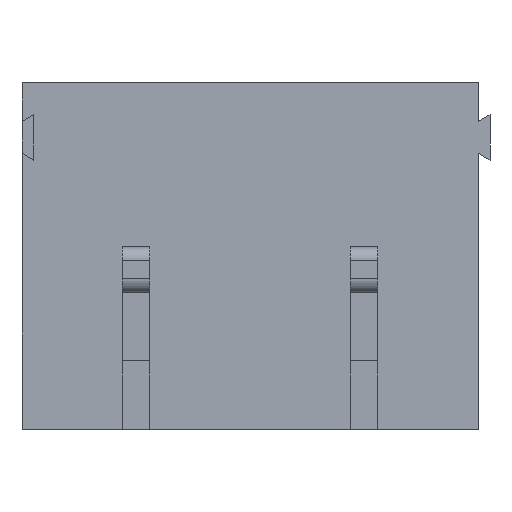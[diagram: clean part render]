
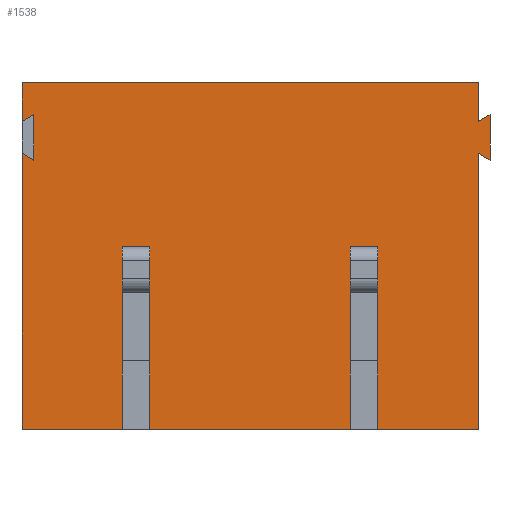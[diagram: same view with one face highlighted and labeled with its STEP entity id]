
A CAD part, front view. The second image highlights one B-rep face of the part: STEP entity #1538.
In plain terms, the highlighted planar face has unit normal (0, -1, 0).
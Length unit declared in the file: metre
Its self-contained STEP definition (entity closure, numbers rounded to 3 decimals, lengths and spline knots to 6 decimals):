
#95=LINE('',#2483,#285);
#99=LINE('',#2491,#289);
#107=LINE('',#2507,#297);
#121=LINE('',#2536,#311);
#122=LINE('',#2538,#312);
#123=LINE('',#2540,#313);
#124=LINE('',#2542,#314);
#125=LINE('',#2544,#315);
#126=LINE('',#2545,#316);
#127=LINE('',#2547,#317);
#128=LINE('',#2549,#318);
#129=LINE('',#2551,#319);
#130=LINE('',#2553,#320);
#131=LINE('',#2554,#321);
#132=LINE('',#2556,#322);
#133=LINE('',#2558,#323);
#134=LINE('',#2560,#324);
#135=LINE('',#2562,#325);
#136=LINE('',#2564,#326);
#137=LINE('',#2566,#327);
#138=LINE('',#2568,#328);
#139=LINE('',#2570,#329);
#140=LINE('',#2572,#330);
#141=LINE('',#2574,#331);
#285=VECTOR('',#2061,1.);
#289=VECTOR('',#2065,1.);
#297=VECTOR('',#2073,1.);
#311=VECTOR('',#2093,1.);
#312=VECTOR('',#2094,1.);
#313=VECTOR('',#2095,1.);
#314=VECTOR('',#2096,1.);
#315=VECTOR('',#2097,1.);
#316=VECTOR('',#2098,1.);
#317=VECTOR('',#2099,1.);
#318=VECTOR('',#2100,1.);
#319=VECTOR('',#2101,1.);
#320=VECTOR('',#2102,1.);
#321=VECTOR('',#2103,1.);
#322=VECTOR('',#2104,1.);
#323=VECTOR('',#2105,1.);
#324=VECTOR('',#2106,1.);
#325=VECTOR('',#2107,1.);
#326=VECTOR('',#2108,1.);
#327=VECTOR('',#2109,1.);
#328=VECTOR('',#2110,1.);
#329=VECTOR('',#2111,1.);
#330=VECTOR('',#2112,1.);
#331=VECTOR('',#2113,1.);
#504=ORIENTED_EDGE('',*,*,#923,.F.);
#505=ORIENTED_EDGE('',*,*,#924,.T.);
#506=ORIENTED_EDGE('',*,*,#925,.T.);
#507=ORIENTED_EDGE('',*,*,#926,.F.);
#508=ORIENTED_EDGE('',*,*,#927,.F.);
#509=ORIENTED_EDGE('',*,*,#909,.F.);
#510=ORIENTED_EDGE('',*,*,#928,.T.);
#511=ORIENTED_EDGE('',*,*,#929,.T.);
#512=ORIENTED_EDGE('',*,*,#930,.F.);
#513=ORIENTED_EDGE('',*,*,#931,.F.);
#514=ORIENTED_EDGE('',*,*,#932,.T.);
#515=ORIENTED_EDGE('',*,*,#901,.F.);
#516=ORIENTED_EDGE('',*,*,#933,.T.);
#517=ORIENTED_EDGE('',*,*,#934,.F.);
#518=ORIENTED_EDGE('',*,*,#935,.F.);
#519=ORIENTED_EDGE('',*,*,#936,.F.);
#520=ORIENTED_EDGE('',*,*,#937,.T.);
#521=ORIENTED_EDGE('',*,*,#938,.T.);
#522=ORIENTED_EDGE('',*,*,#939,.F.);
#523=ORIENTED_EDGE('',*,*,#940,.T.);
#524=ORIENTED_EDGE('',*,*,#941,.T.);
#525=ORIENTED_EDGE('',*,*,#942,.T.);
#526=ORIENTED_EDGE('',*,*,#943,.F.);
#527=ORIENTED_EDGE('',*,*,#897,.F.);
#897=EDGE_CURVE('',#1107,#1108,#95,.T.);
#901=EDGE_CURVE('',#1111,#1112,#99,.T.);
#909=EDGE_CURVE('',#1119,#1120,#107,.T.);
#923=EDGE_CURVE('',#1132,#1107,#121,.T.);
#924=EDGE_CURVE('',#1132,#1133,#122,.T.);
#925=EDGE_CURVE('',#1133,#1134,#123,.T.);
#926=EDGE_CURVE('',#1135,#1134,#124,.T.);
#927=EDGE_CURVE('',#1120,#1135,#125,.T.);
#928=EDGE_CURVE('',#1119,#1136,#126,.T.);
#929=EDGE_CURVE('',#1136,#1137,#127,.T.);
#930=EDGE_CURVE('',#1138,#1137,#128,.T.);
#931=EDGE_CURVE('',#1139,#1138,#129,.T.);
#932=EDGE_CURVE('',#1139,#1112,#130,.T.);
#933=EDGE_CURVE('',#1111,#1140,#131,.T.);
#934=EDGE_CURVE('',#1141,#1140,#132,.T.);
#935=EDGE_CURVE('',#1142,#1141,#133,.T.);
#936=EDGE_CURVE('',#1143,#1142,#134,.T.);
#937=EDGE_CURVE('',#1143,#1144,#135,.T.);
#938=EDGE_CURVE('',#1144,#1145,#136,.T.);
#939=EDGE_CURVE('',#1146,#1145,#137,.T.);
#940=EDGE_CURVE('',#1146,#1147,#138,.T.);
#941=EDGE_CURVE('',#1147,#1148,#139,.T.);
#942=EDGE_CURVE('',#1148,#1149,#140,.T.);
#943=EDGE_CURVE('',#1108,#1149,#141,.T.);
#1107=VERTEX_POINT('',#2482);
#1108=VERTEX_POINT('',#2484);
#1111=VERTEX_POINT('',#2490);
#1112=VERTEX_POINT('',#2492);
#1119=VERTEX_POINT('',#2506);
#1120=VERTEX_POINT('',#2508);
#1132=VERTEX_POINT('',#2537);
#1133=VERTEX_POINT('',#2539);
#1134=VERTEX_POINT('',#2541);
#1135=VERTEX_POINT('',#2543);
#1136=VERTEX_POINT('',#2546);
#1137=VERTEX_POINT('',#2548);
#1138=VERTEX_POINT('',#2550);
#1139=VERTEX_POINT('',#2552);
#1140=VERTEX_POINT('',#2555);
#1141=VERTEX_POINT('',#2557);
#1142=VERTEX_POINT('',#2559);
#1143=VERTEX_POINT('',#2561);
#1144=VERTEX_POINT('',#2563);
#1145=VERTEX_POINT('',#2565);
#1146=VERTEX_POINT('',#2567);
#1147=VERTEX_POINT('',#2569);
#1148=VERTEX_POINT('',#2571);
#1149=VERTEX_POINT('',#2573);
#1254=EDGE_LOOP('',(#504,#505,#506,#507,#508,#509,#510,#511,#512,#513,#514,
#515,#516,#517,#518,#519,#520,#521,#522,#523,#524,#525,#526,#527));
#1358=FACE_BOUND('',#1254,.T.);
#1459=PLANE('',#1932);
#1538=ADVANCED_FACE('',(#1358),#1459,.T.);
#1932=AXIS2_PLACEMENT_3D('',#2535,#2091,#2092);
#2061=DIRECTION('',(-1.,0.,0.));
#2065=DIRECTION('',(-1.,0.,0.));
#2073=DIRECTION('',(-1.,0.,0.));
#2091=DIRECTION('',(0.,-1.,0.));
#2092=DIRECTION('',(0.,0.,-1.));
#2093=DIRECTION('',(0.,0.,-1.));
#2094=DIRECTION('',(0.,0.,1.));
#2095=DIRECTION('',(1.,0.,0.));
#2096=DIRECTION('',(0.,0.,1.));
#2097=DIRECTION('',(0.,0.,1.));
#2098=DIRECTION('',(0.,0.,1.));
#2099=DIRECTION('',(0.,0.,1.));
#2100=DIRECTION('',(-1.,0.,0.));
#2101=DIRECTION('',(0.,0.,1.));
#2102=DIRECTION('',(0.,0.,-1.));
#2103=DIRECTION('',(0.,0.,1.));
#2104=DIRECTION('',(-0.866,0.,0.5));
#2105=DIRECTION('',(0.,0.,-1.));
#2106=DIRECTION('',(0.866,0.,0.5));
#2107=DIRECTION('',(0.,0.,1.));
#2108=DIRECTION('',(-1.,0.,0.));
#2109=DIRECTION('',(0.,0.,1.));
#2110=DIRECTION('',(0.866,0.,0.5));
#2111=DIRECTION('',(0.,0.,-1.));
#2112=DIRECTION('',(-0.866,0.,0.5));
#2113=DIRECTION('',(0.,0.,1.));
#2482=CARTESIAN_POINT('',(-0.0028,0.,0.));
#2483=CARTESIAN_POINT('',(0.005,0.,0.));
#2484=CARTESIAN_POINT('',(-0.005,0.,0.));
#2490=CARTESIAN_POINT('',(0.005,0.,0.));
#2491=CARTESIAN_POINT('',(0.005,0.,0.));
#2492=CARTESIAN_POINT('',(0.0028,0.,0.));
#2506=CARTESIAN_POINT('',(0.0022,0.,0.));
#2507=CARTESIAN_POINT('',(0.005,0.,0.));
#2508=CARTESIAN_POINT('',(-0.0022,0.,0.));
#2535=CARTESIAN_POINT('',(0.005,0.,0.0038));
#2536=CARTESIAN_POINT('',(-0.0028,0.,0.0015));
#2537=CARTESIAN_POINT('',(-0.0028,0.,0.003));
#2538=CARTESIAN_POINT('',(-0.0028,0.,0.0035));
#2539=CARTESIAN_POINT('',(-0.0028,0.,0.004));
#2540=CARTESIAN_POINT('',(-0.0025,0.,0.004));
#2541=CARTESIAN_POINT('',(-0.0022,0.,0.004));
#2542=CARTESIAN_POINT('',(-0.0022,0.,0.0035));
#2543=CARTESIAN_POINT('',(-0.0022,0.,0.003));
#2544=CARTESIAN_POINT('',(-0.0022,0.,0.0015));
#2545=CARTESIAN_POINT('',(0.0022,0.,0.0015));
#2546=CARTESIAN_POINT('',(0.0022,0.,0.003));
#2547=CARTESIAN_POINT('',(0.0022,0.,0.0035));
#2548=CARTESIAN_POINT('',(0.0022,0.,0.004));
#2549=CARTESIAN_POINT('',(0.0025,0.,0.004));
#2550=CARTESIAN_POINT('',(0.0028,0.,0.004));
#2551=CARTESIAN_POINT('',(0.0028,0.,0.0035));
#2552=CARTESIAN_POINT('',(0.0028,0.,0.003));
#2553=CARTESIAN_POINT('',(0.0028,0.,0.0015));
#2554=CARTESIAN_POINT('',(0.005,0.,0.0038));
#2555=CARTESIAN_POINT('',(0.005,0.,0.00605));
#2556=CARTESIAN_POINT('',(0.00513,0.,0.005975));
#2557=CARTESIAN_POINT('',(0.00526,0.,0.0059));
#2558=CARTESIAN_POINT('',(0.00526,0.,0.0064));
#2559=CARTESIAN_POINT('',(0.00526,0.,0.0069));
#2560=CARTESIAN_POINT('',(0.00513,0.,0.006825));
#2561=CARTESIAN_POINT('',(0.005,0.,0.00675));
#2562=CARTESIAN_POINT('',(0.005,0.,0.0038));
#2563=CARTESIAN_POINT('',(0.005,0.,0.0076));
#2564=CARTESIAN_POINT('',(0.005,0.,0.0076));
#2565=CARTESIAN_POINT('',(-0.005,0.,0.0076));
#2566=CARTESIAN_POINT('',(-0.005,0.,0.0038));
#2567=CARTESIAN_POINT('',(-0.005,0.,0.00675));
#2568=CARTESIAN_POINT('',(-0.00487,0.,0.006825));
#2569=CARTESIAN_POINT('',(-0.00474,0.,0.0069));
#2570=CARTESIAN_POINT('',(-0.00474,0.,0.0064));
#2571=CARTESIAN_POINT('',(-0.00474,0.,0.0059));
#2572=CARTESIAN_POINT('',(-0.00487,0.,0.005975));
#2573=CARTESIAN_POINT('',(-0.005,0.,0.00605));
#2574=CARTESIAN_POINT('',(-0.005,0.,0.0038));
